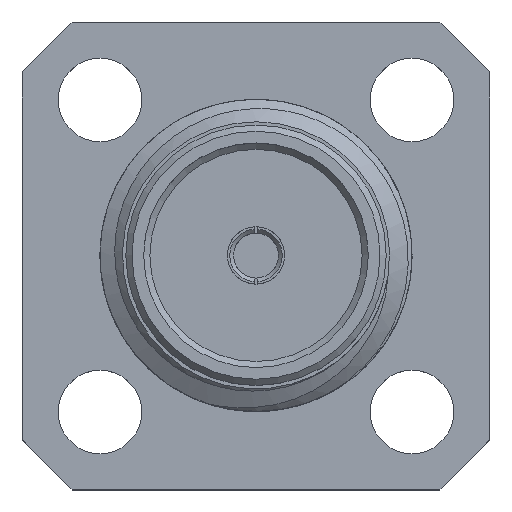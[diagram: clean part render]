
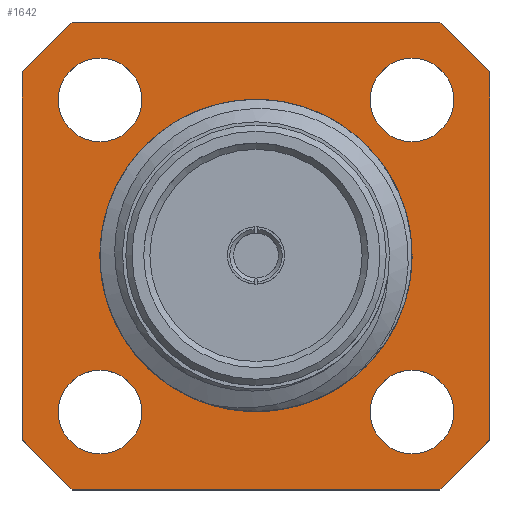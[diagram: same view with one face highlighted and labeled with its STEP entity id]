
A CAD part, top view. The second image highlights one B-rep face of the part: STEP entity #1642.
In plain terms, the highlighted planar face has unit normal (0, 0, 1).
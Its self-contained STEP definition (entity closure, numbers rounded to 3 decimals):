
#14 = VECTOR ( 'NONE', #3129, 1000. ) ;
#71 = CIRCLE ( 'NONE', #1129, 0.85 ) ;
#92 = EDGE_LOOP ( 'NONE', ( #752 ) ) ;
#113 = CARTESIAN_POINT ( 'NONE',  ( -3.175, -3.175, 0. ) ) ;
#139 = DIRECTION ( 'NONE',  ( 0., 0., -1. ) ) ;
#152 = PLANE ( 'NONE',  #1479 ) ;
#155 = VERTEX_POINT ( 'NONE', #2334 ) ;
#173 = ORIENTED_EDGE ( 'NONE', *, *, #1866, .T. ) ;
#184 = VERTEX_POINT ( 'NONE', #405 ) ;
#195 = EDGE_CURVE ( 'NONE', #155, #155, #204, .T. ) ;
#204 = CIRCLE ( 'NONE', #1413, 0.85 ) ;
#207 = VERTEX_POINT ( 'NONE', #2308 ) ;
#209 = VECTOR ( 'NONE', #2596, 1000. ) ;
#244 = EDGE_LOOP ( 'NONE', ( #761 ) ) ;
#254 = ORIENTED_EDGE ( 'NONE', *, *, #2533, .T. ) ;
#264 = DIRECTION ( 'NONE',  ( 1., 0., 0. ) ) ;
#310 = DIRECTION ( 'NONE',  ( 0., 0., 1. ) ) ;
#312 = CARTESIAN_POINT ( 'NONE',  ( -4.76, -4.76, 0. ) ) ;
#352 = VERTEX_POINT ( 'NONE', #933 ) ;
#405 = CARTESIAN_POINT ( 'NONE',  ( -2.325, 3.175, 0. ) ) ;
#414 = LINE ( 'NONE', #2341, #1738 ) ;
#432 = CARTESIAN_POINT ( 'NONE',  ( 4.76, 3.744, 0. ) ) ;
#435 = VERTEX_POINT ( 'NONE', #1399 ) ;
#448 = CARTESIAN_POINT ( 'NONE',  ( 0., 0., 0. ) ) ;
#461 = VECTOR ( 'NONE', #264, 1000. ) ;
#468 = VERTEX_POINT ( 'NONE', #496 ) ;
#496 = CARTESIAN_POINT ( 'NONE',  ( 4.025, -3.175, 0. ) ) ;
#559 = EDGE_CURVE ( 'NONE', #1975, #352, #2854, .T. ) ;
#568 = CIRCLE ( 'NONE', #1273, 2.65 ) ;
#589 = EDGE_CURVE ( 'NONE', #435, #435, #664, .T. ) ;
#632 = ORIENTED_EDGE ( 'NONE', *, *, #2699, .T. ) ;
#634 = CARTESIAN_POINT ( 'NONE',  ( -2.65, 0., 0. ) ) ;
#642 = LINE ( 'NONE', #432, #209 ) ;
#649 = DIRECTION ( 'NONE',  ( 1., 0., 0. ) ) ;
#664 = CIRCLE ( 'NONE', #2390, 0.85 ) ;
#673 = VECTOR ( 'NONE', #1395, 1000. ) ;
#682 = CARTESIAN_POINT ( 'NONE',  ( -4.76, -3.744, 0. ) ) ;
#686 = CARTESIAN_POINT ( 'NONE',  ( 3.175, -3.175, 0. ) ) ;
#692 = EDGE_LOOP ( 'NONE', ( #1837 ) ) ;
#713 = DIRECTION ( 'NONE',  ( 0.707, 0.707, 0. ) ) ;
#729 = VERTEX_POINT ( 'NONE', #1002 ) ;
#752 = ORIENTED_EDGE ( 'NONE', *, *, #589, .F. ) ;
#761 = ORIENTED_EDGE ( 'NONE', *, *, #195, .F. ) ;
#780 = DIRECTION ( 'NONE',  ( 0., -1., 0. ) ) ;
#795 = DIRECTION ( 'NONE',  ( -0.707, -0.707, 0. ) ) ;
#855 = EDGE_LOOP ( 'NONE', ( #1330 ) ) ;
#873 = DIRECTION ( 'NONE',  ( 0., 0., 1. ) ) ;
#892 = ORIENTED_EDGE ( 'NONE', *, *, #945, .T. ) ;
#898 = FACE_BOUND ( 'NONE', #855, .T. ) ;
#914 = EDGE_LOOP ( 'NONE', ( #173, #1063, #1925, #254, #1757, #1128, #632, #892 ) ) ;
#933 = CARTESIAN_POINT ( 'NONE',  ( 3.744, -4.76, 0. ) ) ;
#945 = EDGE_CURVE ( 'NONE', #729, #3004, #642, .T. ) ;
#966 = CARTESIAN_POINT ( 'NONE',  ( -4.76, -4.76, 0. ) ) ;
#1002 = CARTESIAN_POINT ( 'NONE',  ( 4.76, 3.744, 0. ) ) ;
#1034 = CARTESIAN_POINT ( 'NONE',  ( -3.744, 4.76, 0. ) ) ;
#1063 = ORIENTED_EDGE ( 'NONE', *, *, #2389, .T. ) ;
#1067 = CARTESIAN_POINT ( 'NONE',  ( -3.744, -4.76, 0. ) ) ;
#1068 = EDGE_CURVE ( 'NONE', #184, #184, #2750, .T. ) ;
#1073 = AXIS2_PLACEMENT_3D ( 'NONE', #1490, #1745, #2626 ) ;
#1115 = DIRECTION ( 'NONE',  ( -1., 0., 0. ) ) ;
#1128 = ORIENTED_EDGE ( 'NONE', *, *, #2785, .T. ) ;
#1129 = AXIS2_PLACEMENT_3D ( 'NONE', #686, #1426, #1187 ) ;
#1131 = CARTESIAN_POINT ( 'NONE',  ( 4.76, -4.76, 0. ) ) ;
#1187 = DIRECTION ( 'NONE',  ( 1., 0., 0. ) ) ;
#1219 = EDGE_LOOP ( 'NONE', ( #2797 ) ) ;
#1226 = VECTOR ( 'NONE', #780, 1000. ) ;
#1273 = AXIS2_PLACEMENT_3D ( 'NONE', #2491, #310, #2029 ) ;
#1327 = VECTOR ( 'NONE', #1961, 1000. ) ;
#1329 = CARTESIAN_POINT ( 'NONE',  ( -4.76, -3.744, 0. ) ) ;
#1330 = ORIENTED_EDGE ( 'NONE', *, *, #2294, .F. ) ;
#1335 = VERTEX_POINT ( 'NONE', #1329 ) ;
#1395 = DIRECTION ( 'NONE',  ( 0., 1., 0. ) ) ;
#1399 = CARTESIAN_POINT ( 'NONE',  ( 4.025, 3.175, 0. ) ) ;
#1408 = CARTESIAN_POINT ( 'NONE',  ( -4.76, 3.744, 0. ) ) ;
#1413 = AXIS2_PLACEMENT_3D ( 'NONE', #113, #873, #649 ) ;
#1426 = DIRECTION ( 'NONE',  ( 0., 0., 1. ) ) ;
#1451 = EDGE_CURVE ( 'NONE', #3078, #3078, #568, .T. ) ;
#1479 = AXIS2_PLACEMENT_3D ( 'NONE', #448, #139, #1115 ) ;
#1490 = CARTESIAN_POINT ( 'NONE',  ( -3.175, 3.175, 0. ) ) ;
#1596 = FACE_BOUND ( 'NONE', #244, .T. ) ;
#1642 = ADVANCED_FACE ( 'NONE', ( #3061, #1596, #898, #2847, #2330, #2835 ), #152, .F. ) ;
#1676 = LINE ( 'NONE', #682, #14 ) ;
#1684 = DIRECTION ( 'NONE',  ( 1., 0., 0. ) ) ;
#1738 = VECTOR ( 'NONE', #713, 1000. ) ;
#1745 = DIRECTION ( 'NONE',  ( 0., 0., 1. ) ) ;
#1757 = ORIENTED_EDGE ( 'NONE', *, *, #559, .T. ) ;
#1837 = ORIENTED_EDGE ( 'NONE', *, *, #1068, .F. ) ;
#1866 = EDGE_CURVE ( 'NONE', #3004, #207, #3136, .T. ) ;
#1875 = LINE ( 'NONE', #1131, #673 ) ;
#1923 = CARTESIAN_POINT ( 'NONE',  ( 4.76, -3.744, 0. ) ) ;
#1925 = ORIENTED_EDGE ( 'NONE', *, *, #2948, .T. ) ;
#1961 = DIRECTION ( 'NONE',  ( -1., 0., 0. ) ) ;
#1975 = VERTEX_POINT ( 'NONE', #1067 ) ;
#2008 = LINE ( 'NONE', #966, #1226 ) ;
#2029 = DIRECTION ( 'NONE',  ( -1., 0., 0. ) ) ;
#2168 = CARTESIAN_POINT ( 'NONE',  ( 3.175, 3.175, 0. ) ) ;
#2181 = CARTESIAN_POINT ( 'NONE',  ( -4.76, 4.76, 0. ) ) ;
#2267 = VERTEX_POINT ( 'NONE', #1408 ) ;
#2294 = EDGE_CURVE ( 'NONE', #468, #468, #71, .T. ) ;
#2308 = CARTESIAN_POINT ( 'NONE',  ( -3.744, 4.76, 0. ) ) ;
#2330 = FACE_BOUND ( 'NONE', #692, .T. ) ;
#2334 = CARTESIAN_POINT ( 'NONE',  ( -2.325, -3.175, 0. ) ) ;
#2341 = CARTESIAN_POINT ( 'NONE',  ( 3.744, -4.76, 0. ) ) ;
#2389 = EDGE_CURVE ( 'NONE', #207, #2267, #2467, .T. ) ;
#2390 = AXIS2_PLACEMENT_3D ( 'NONE', #2168, #2877, #1684 ) ;
#2467 = LINE ( 'NONE', #1034, #2504 ) ;
#2491 = CARTESIAN_POINT ( 'NONE',  ( 0., 0., 0. ) ) ;
#2504 = VECTOR ( 'NONE', #795, 1000. ) ;
#2533 = EDGE_CURVE ( 'NONE', #1335, #1975, #1676, .T. ) ;
#2596 = DIRECTION ( 'NONE',  ( -0.707, 0.707, 0. ) ) ;
#2626 = DIRECTION ( 'NONE',  ( 1., 0., 0. ) ) ;
#2699 = EDGE_CURVE ( 'NONE', #2706, #729, #1875, .T. ) ;
#2706 = VERTEX_POINT ( 'NONE', #1923 ) ;
#2750 = CIRCLE ( 'NONE', #1073, 0.85 ) ;
#2785 = EDGE_CURVE ( 'NONE', #352, #2706, #414, .T. ) ;
#2797 = ORIENTED_EDGE ( 'NONE', *, *, #1451, .F. ) ;
#2835 = FACE_OUTER_BOUND ( 'NONE', #914, .T. ) ;
#2847 = FACE_BOUND ( 'NONE', #92, .T. ) ;
#2854 = LINE ( 'NONE', #312, #461 ) ;
#2877 = DIRECTION ( 'NONE',  ( 0., 0., 1. ) ) ;
#2948 = EDGE_CURVE ( 'NONE', #2267, #1335, #2008, .T. ) ;
#2986 = CARTESIAN_POINT ( 'NONE',  ( 3.744, 4.76, 0. ) ) ;
#3004 = VERTEX_POINT ( 'NONE', #2986 ) ;
#3061 = FACE_BOUND ( 'NONE', #1219, .T. ) ;
#3078 = VERTEX_POINT ( 'NONE', #634 ) ;
#3129 = DIRECTION ( 'NONE',  ( 0.707, -0.707, 0. ) ) ;
#3136 = LINE ( 'NONE', #2181, #1327 ) ;
